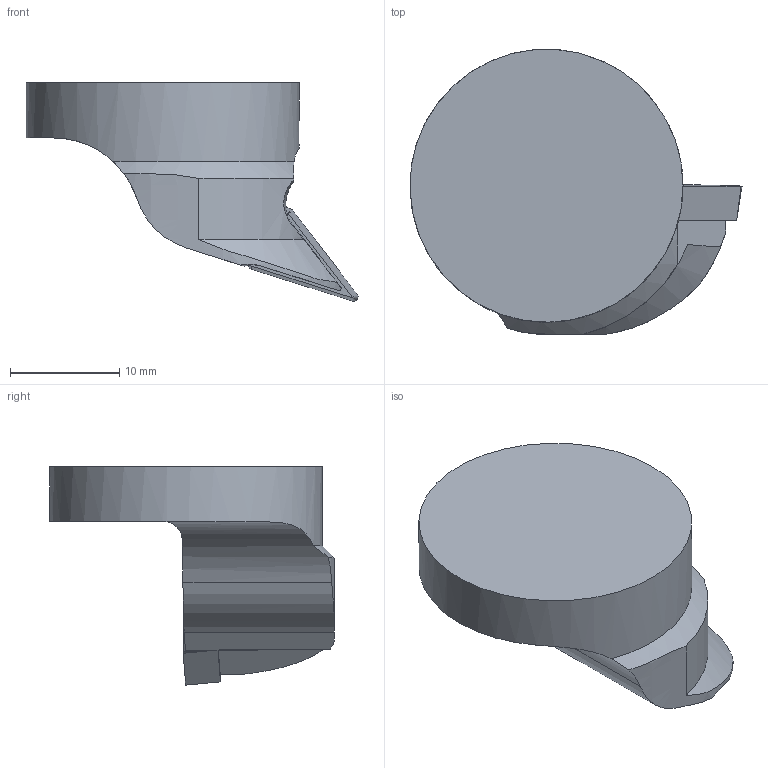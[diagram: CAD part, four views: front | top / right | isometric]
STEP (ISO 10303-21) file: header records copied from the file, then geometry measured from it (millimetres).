
FILE_DESCRIPTION(/* description */ (''),/* implementation_level */ '2;1');
FILE_NAME(/* name */ '1641987558787.stp',/* time_stamp */ '2022-01-12T17:09:40+06:00',/* author */ (''),/* organization */ ('SMS'),/* preprocessor_version */ 'ST-DEVELOPER v16.7',/* originating_system */ 'SIEMENS PLM Software NX 12.0',/* authorisation */ '');
FILE_SCHEMA (('AUTOMOTIVE_DESIGN { 1 0 10303 214 3 1 1 1 }'));
Length unit declared in the file: millimetre
Products named in the file (4): IsoTurningInsert; ASSEMBLY_CONSTRUCTION; 203895070mod000_00; 203895072mod000_00
Assembly tree (3 placements, depth 2):
  203895072mod000_00
    203895070mod000_00
    ASSEMBLY_CONSTRUCTION
    IsoTurningInsert
Bounding box: 30.4 x 26.09 x 20 mm (x, y, z)
Volume: 4490.3 mm3; surface area: 2302.9 mm2
Topology: 2 solids, 2 shells, 44 faces, 116 edges, 84 vertices
Faces by surface type: plane 19, cylinder 10, cone 9, torus 4, extrusion 1, sphere 1
Full cylindrical faces by diameter (mm): 2.8 x2, 25 x1
Entity records: 1650 total; most frequent: CARTESIAN_POINT 450, DIRECTION 228, ORIENTED_EDGE 198, EDGE_CURVE 99, AXIS2_PLACEMENT_3D 93, VERTEX_POINT 70, EDGE_LOOP 57, ADVANCED_FACE 44
